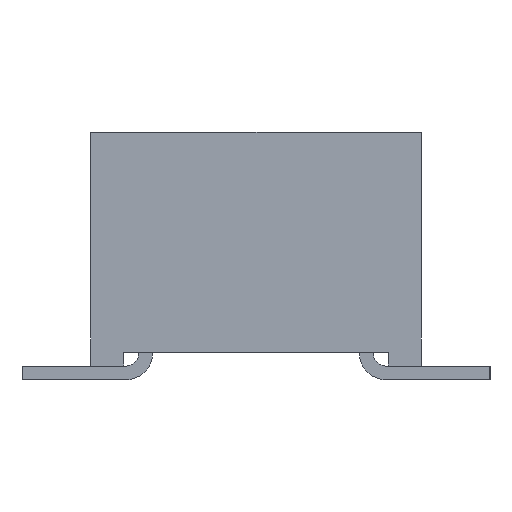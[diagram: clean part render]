
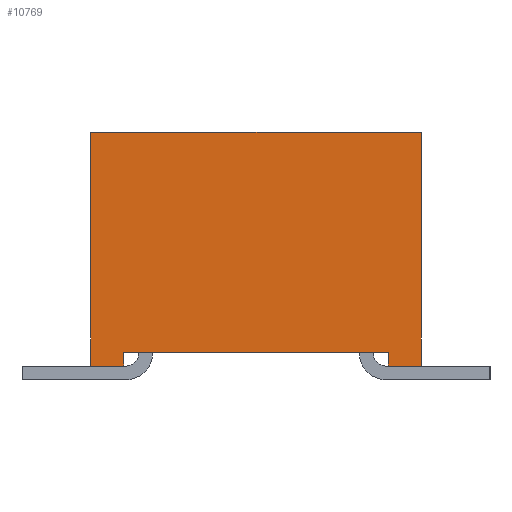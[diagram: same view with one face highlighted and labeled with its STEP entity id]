
A CAD part, left-side view. The second image highlights one B-rep face of the part: STEP entity #10769.
In plain terms, the highlighted planar face has unit normal (-1, 0, 0).
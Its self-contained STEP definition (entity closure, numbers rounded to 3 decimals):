
#10769 = ADVANCED_FACE('',(#10770),#10836,.F.);
#10770 = FACE_BOUND('',#10771,.T.);
#10771 = EDGE_LOOP('',(#10772,#10782,#10790,#10798,#10806,#10814,#10822,
    #10830));
#10772 = ORIENTED_EDGE('',*,*,#10773,.T.);
#10773 = EDGE_CURVE('',#10774,#10776,#10778,.T.);
#10774 = VERTEX_POINT('',#10775);
#10775 = CARTESIAN_POINT('',(-25.616,-1.219,0.277));
#10776 = VERTEX_POINT('',#10777);
#10777 = CARTESIAN_POINT('',(-25.616,-1.219,0.15));
#10778 = LINE('',#10779,#10780);
#10779 = CARTESIAN_POINT('',(-25.616,-1.219,0.277));
#10780 = VECTOR('',#10781,1.);
#10781 = DIRECTION('',(0.,0.,-1.));
#10782 = ORIENTED_EDGE('',*,*,#10783,.T.);
#10783 = EDGE_CURVE('',#10776,#10784,#10786,.T.);
#10784 = VERTEX_POINT('',#10785);
#10785 = CARTESIAN_POINT('',(-25.616,-1.524,0.15));
#10786 = LINE('',#10787,#10788);
#10787 = CARTESIAN_POINT('',(-25.616,1.524,0.15));
#10788 = VECTOR('',#10789,1.);
#10789 = DIRECTION('',(0.,-1.,0.));
#10790 = ORIENTED_EDGE('',*,*,#10791,.F.);
#10791 = EDGE_CURVE('',#10792,#10784,#10794,.T.);
#10792 = VERTEX_POINT('',#10793);
#10793 = CARTESIAN_POINT('',(-25.616,-1.524,2.309));
#10794 = LINE('',#10795,#10796);
#10795 = CARTESIAN_POINT('',(-25.616,-1.524,2.309));
#10796 = VECTOR('',#10797,1.);
#10797 = DIRECTION('',(0.,0.,-1.));
#10798 = ORIENTED_EDGE('',*,*,#10799,.F.);
#10799 = EDGE_CURVE('',#10800,#10792,#10802,.T.);
#10800 = VERTEX_POINT('',#10801);
#10801 = CARTESIAN_POINT('',(-25.616,1.524,2.309));
#10802 = LINE('',#10803,#10804);
#10803 = CARTESIAN_POINT('',(-25.616,1.524,2.309));
#10804 = VECTOR('',#10805,1.);
#10805 = DIRECTION('',(0.,-1.,0.));
#10806 = ORIENTED_EDGE('',*,*,#10807,.T.);
#10807 = EDGE_CURVE('',#10800,#10808,#10810,.T.);
#10808 = VERTEX_POINT('',#10809);
#10809 = CARTESIAN_POINT('',(-25.616,1.524,0.15));
#10810 = LINE('',#10811,#10812);
#10811 = CARTESIAN_POINT('',(-25.616,1.524,2.309));
#10812 = VECTOR('',#10813,1.);
#10813 = DIRECTION('',(0.,0.,-1.));
#10814 = ORIENTED_EDGE('',*,*,#10815,.T.);
#10815 = EDGE_CURVE('',#10808,#10816,#10818,.T.);
#10816 = VERTEX_POINT('',#10817);
#10817 = CARTESIAN_POINT('',(-25.616,1.219,0.15));
#10818 = LINE('',#10819,#10820);
#10819 = CARTESIAN_POINT('',(-25.616,1.524,0.15));
#10820 = VECTOR('',#10821,1.);
#10821 = DIRECTION('',(0.,-1.,0.));
#10822 = ORIENTED_EDGE('',*,*,#10823,.T.);
#10823 = EDGE_CURVE('',#10816,#10824,#10826,.T.);
#10824 = VERTEX_POINT('',#10825);
#10825 = CARTESIAN_POINT('',(-25.616,1.219,0.277));
#10826 = LINE('',#10827,#10828);
#10827 = CARTESIAN_POINT('',(-25.616,1.219,0.023));
#10828 = VECTOR('',#10829,1.);
#10829 = DIRECTION('',(0.,0.,1.));
#10830 = ORIENTED_EDGE('',*,*,#10831,.T.);
#10831 = EDGE_CURVE('',#10824,#10774,#10832,.T.);
#10832 = LINE('',#10833,#10834);
#10833 = CARTESIAN_POINT('',(-25.616,1.219,0.277));
#10834 = VECTOR('',#10835,1.);
#10835 = DIRECTION('',(0.,-1.,0.));
#10836 = PLANE('',#10837);
#10837 = AXIS2_PLACEMENT_3D('',#10838,#10839,#10840);
#10838 = CARTESIAN_POINT('',(-25.616,1.524,2.309));
#10839 = DIRECTION('',(1.,0.,0.));
#10840 = DIRECTION('',(0.,1.,0.));
